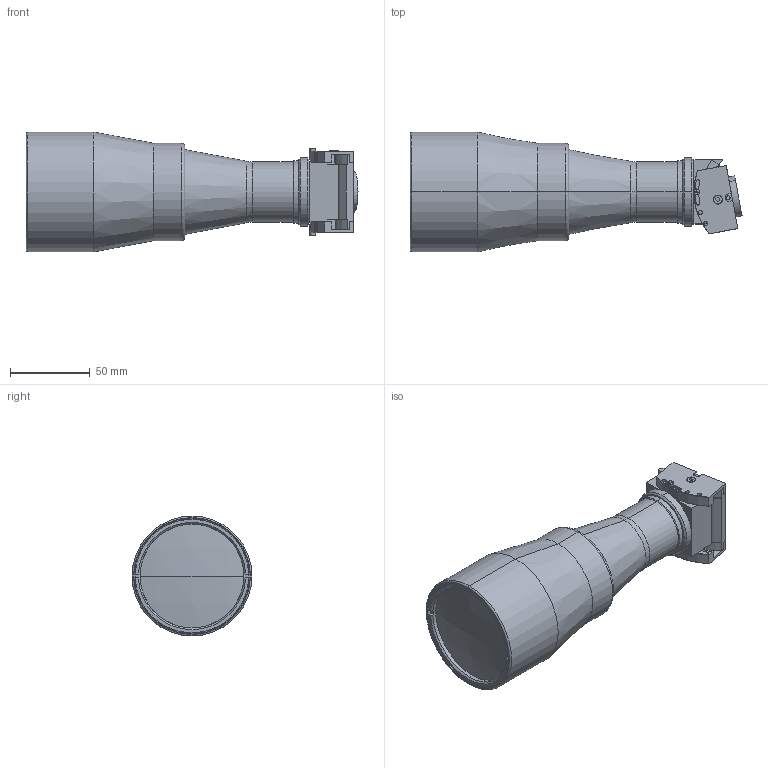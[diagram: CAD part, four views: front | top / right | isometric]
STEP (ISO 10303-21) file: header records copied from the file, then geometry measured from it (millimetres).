
FILE_DESCRIPTION (( 'STEP AP214' ), '1' );
FILE_NAME ('TCSM048.STEP', '2015-10-08T10:50:17', ( '' ), ( '' ), 'SwSTEP 2.0', 'SolidWorks 2013', '' );
FILE_SCHEMA (( 'AUTOMOTIVE_DESIGN' ));
Length unit declared in the file: millimetre
Products named in the file (1): TCSM048
Bounding box: 207.62 x 75 x 75 mm (x, y, z)
Surface area: 62743.5 mm2 (no closed solid volume)
Topology: 0 solids, 22 shells, 272 faces, 979 edges, 723 vertices
Faces by surface type: cylinder 121, plane 109, cone 25, torus 12, bspline 3, sphere 2
Entity records: 14306 total; most frequent: CARTESIAN_POINT 2754, DIRECTION 1900, ORIENTED_EDGE 1541, EDGE_CURVE 979, VERTEX_POINT 723, AXIS2_PLACEMENT_3D 718, VECTOR 464, LINE 464
